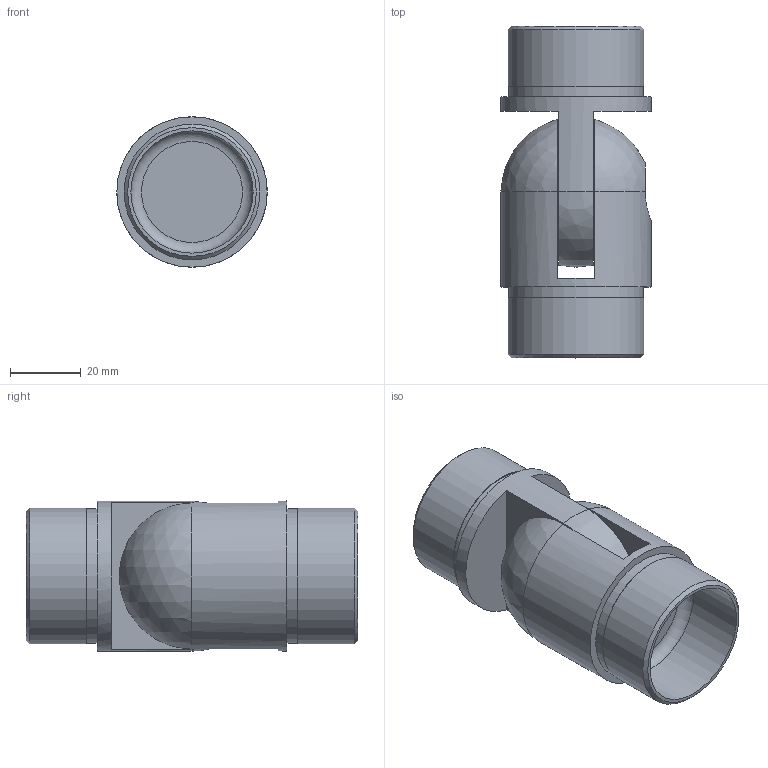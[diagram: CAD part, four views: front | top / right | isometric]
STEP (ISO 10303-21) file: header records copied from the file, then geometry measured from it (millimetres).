
FILE_DESCRIPTION (( 'STEP AP203' ), '1' );
FILE_NAME ('56250-320-V4A.step', '2020-02-27T15:31:20', ( '' ), ( '' ), 'SwSTEP 2.0', 'SolidWorks 2015', '' );
FILE_SCHEMA (( 'CONFIG_CONTROL_DESIGN' ));
Length unit declared in the file: millimetre
Products named in the file (7): 5625X-320 Teil1_56250-320-V4A Teil1; socket countersunk head screw_din; socket countersunk head screw_din_DIN 7991 - M8 x 25 --- 25S; 5625X-320 Teil2; 5625X-320 Teil2_56250-320-V4A Teil2; 56250-320-V4A; 5625X-320 Teil1
Assembly tree (3 placements, depth 2):
  socket countersunk head screw_din
  5625X-320 Teil2
  56250-320-V4A
    5625X-320 Teil2_56250-320-V4A Teil2
    5625X-320 Teil1_56250-320-V4A Teil1
    socket countersunk head screw_din_DIN 7991 - M8 x 25 --- 25S
  5625X-320 Teil1
Bounding box: 42.4 x 93.6 x 42.4 mm (x, y, z)
Volume: 57804.2 mm3; surface area: 29844.7 mm2
Topology: 3 solids, 3 shells, 444 faces, 1121 edges, 715 vertices
Faces by surface type: plane 209, bspline 117, cylinder 56, cone 38, torus 19, sphere 5
Full cylindrical faces by diameter (mm): 6.8 x1, 8 x16, 8.2 x1, 15.57 x1, 16.5 x1, 33 x2, 34 x1, 34.5 x1, 37.9 x2, 38.3 x2, 42.4 x2
Entity records: 19940 total; most frequent: CARTESIAN_POINT 9788, ORIENTED_EDGE 2070, DIRECTION 1590, EDGE_CURVE 1035, VERTEX_POINT 701, LINE 612, VECTOR 612, EDGE_LOOP 552
